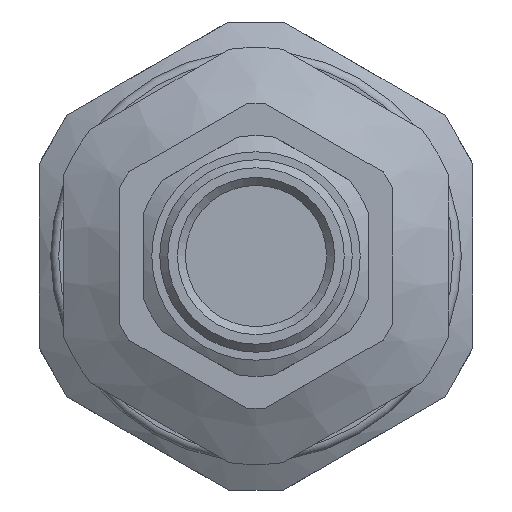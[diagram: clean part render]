
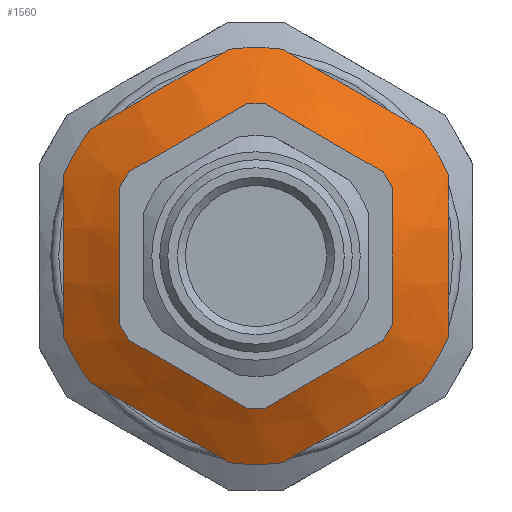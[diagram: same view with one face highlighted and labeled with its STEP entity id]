
A CAD part, left-side view. The second image highlights one B-rep face of the part: STEP entity #1560.
In plain terms, the highlighted conical face has half-angle 60 degrees and reference radius 10.625 mm.
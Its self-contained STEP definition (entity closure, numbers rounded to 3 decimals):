
#99=(
BOUNDED_CURVE()
B_SPLINE_CURVE(2,(#2699,#2700,#2701),.UNSPECIFIED.,.F.,.F.)
B_SPLINE_CURVE_WITH_KNOTS((3,3),(0.,1.007),.UNSPECIFIED.)
CURVE()
GEOMETRIC_REPRESENTATION_ITEM()
RATIONAL_B_SPLINE_CURVE((1.,1.083,1.))
REPRESENTATION_ITEM('')
);
#100=(
BOUNDED_CURVE()
B_SPLINE_CURVE(2,(#2703,#2704,#2705),.UNSPECIFIED.,.F.,.F.)
B_SPLINE_CURVE_WITH_KNOTS((3,3),(0.,1.007),.UNSPECIFIED.)
CURVE()
GEOMETRIC_REPRESENTATION_ITEM()
RATIONAL_B_SPLINE_CURVE((1.,1.083,1.))
REPRESENTATION_ITEM('')
);
#101=(
BOUNDED_CURVE()
B_SPLINE_CURVE(2,(#2709,#2710,#2711),.UNSPECIFIED.,.F.,.F.)
B_SPLINE_CURVE_WITH_KNOTS((3,3),(0.,1.007),.UNSPECIFIED.)
CURVE()
GEOMETRIC_REPRESENTATION_ITEM()
RATIONAL_B_SPLINE_CURVE((1.,1.083,1.))
REPRESENTATION_ITEM('')
);
#102=(
BOUNDED_CURVE()
B_SPLINE_CURVE(2,(#2715,#2716,#2717),.UNSPECIFIED.,.F.,.F.)
B_SPLINE_CURVE_WITH_KNOTS((3,3),(0.,1.007),.UNSPECIFIED.)
CURVE()
GEOMETRIC_REPRESENTATION_ITEM()
RATIONAL_B_SPLINE_CURVE((1.,1.083,1.))
REPRESENTATION_ITEM('')
);
#103=(
BOUNDED_CURVE()
B_SPLINE_CURVE(2,(#2721,#2722,#2723),.UNSPECIFIED.,.F.,.F.)
B_SPLINE_CURVE_WITH_KNOTS((3,3),(0.,1.007),.UNSPECIFIED.)
CURVE()
GEOMETRIC_REPRESENTATION_ITEM()
RATIONAL_B_SPLINE_CURVE((1.,1.083,1.))
REPRESENTATION_ITEM('')
);
#104=(
BOUNDED_CURVE()
B_SPLINE_CURVE(2,(#2727,#2728,#2729),.UNSPECIFIED.,.F.,.F.)
B_SPLINE_CURVE_WITH_KNOTS((3,3),(0.,1.007),.UNSPECIFIED.)
CURVE()
GEOMETRIC_REPRESENTATION_ITEM()
RATIONAL_B_SPLINE_CURVE((1.,1.083,1.))
REPRESENTATION_ITEM('')
);
#124=CONICAL_SURFACE('',#1726,10.625,1.047);
#204=LINE('',#2732,#279);
#279=VECTOR('',#2105,10.625);
#475=FACE_OUTER_BOUND('',#571,.T.);
#571=EDGE_LOOP('',(#1361,#1362,#1363,#1364,#1365,#1366,#1367,#1368,#1369,
#1370,#1371,#1372,#1373,#1374,#1375,#1376));
#646=CIRCLE('',#1719,8.25);
#650=CIRCLE('',#1725,13.);
#651=CIRCLE('',#1727,13.);
#652=CIRCLE('',#1728,13.);
#653=CIRCLE('',#1729,13.);
#654=CIRCLE('',#1730,13.);
#655=CIRCLE('',#1731,13.);
#656=CIRCLE('',#1732,13.);
#775=VERTEX_POINT('',#2679);
#778=VERTEX_POINT('',#2689);
#781=VERTEX_POINT('',#2694);
#782=VERTEX_POINT('',#2698);
#783=VERTEX_POINT('',#2702);
#784=VERTEX_POINT('',#2706);
#785=VERTEX_POINT('',#2708);
#786=VERTEX_POINT('',#2712);
#787=VERTEX_POINT('',#2714);
#788=VERTEX_POINT('',#2718);
#789=VERTEX_POINT('',#2720);
#790=VERTEX_POINT('',#2724);
#791=VERTEX_POINT('',#2726);
#792=VERTEX_POINT('',#2730);
#972=EDGE_CURVE('',#775,#775,#646,.T.);
#980=EDGE_CURVE('',#781,#778,#650,.T.);
#981=EDGE_CURVE('',#782,#778,#99,.T.);
#982=EDGE_CURVE('',#781,#783,#100,.T.);
#983=EDGE_CURVE('',#784,#783,#651,.T.);
#984=EDGE_CURVE('',#784,#785,#101,.T.);
#985=EDGE_CURVE('',#786,#785,#652,.T.);
#986=EDGE_CURVE('',#786,#787,#102,.T.);
#987=EDGE_CURVE('',#788,#787,#653,.T.);
#988=EDGE_CURVE('',#788,#789,#103,.T.);
#989=EDGE_CURVE('',#790,#789,#654,.T.);
#990=EDGE_CURVE('',#790,#791,#104,.T.);
#991=EDGE_CURVE('',#792,#791,#655,.T.);
#992=EDGE_CURVE('',#792,#775,#204,.T.);
#993=EDGE_CURVE('',#782,#792,#656,.T.);
#1361=ORIENTED_EDGE('',*,*,#981,.T.);
#1362=ORIENTED_EDGE('',*,*,#980,.F.);
#1363=ORIENTED_EDGE('',*,*,#982,.T.);
#1364=ORIENTED_EDGE('',*,*,#983,.F.);
#1365=ORIENTED_EDGE('',*,*,#984,.T.);
#1366=ORIENTED_EDGE('',*,*,#985,.F.);
#1367=ORIENTED_EDGE('',*,*,#986,.T.);
#1368=ORIENTED_EDGE('',*,*,#987,.F.);
#1369=ORIENTED_EDGE('',*,*,#988,.T.);
#1370=ORIENTED_EDGE('',*,*,#989,.F.);
#1371=ORIENTED_EDGE('',*,*,#990,.T.);
#1372=ORIENTED_EDGE('',*,*,#991,.F.);
#1373=ORIENTED_EDGE('',*,*,#992,.T.);
#1374=ORIENTED_EDGE('',*,*,#972,.T.);
#1375=ORIENTED_EDGE('',*,*,#992,.F.);
#1376=ORIENTED_EDGE('',*,*,#993,.F.);
#1560=ADVANCED_FACE('',(#475),#124,.T.);
#1719=AXIS2_PLACEMENT_3D('',#2680,#2075,#2076);
#1725=AXIS2_PLACEMENT_3D('',#2696,#2091,#2092);
#1726=AXIS2_PLACEMENT_3D('',#2697,#2093,#2094);
#1727=AXIS2_PLACEMENT_3D('',#2707,#2095,#2096);
#1728=AXIS2_PLACEMENT_3D('',#2713,#2097,#2098);
#1729=AXIS2_PLACEMENT_3D('',#2719,#2099,#2100);
#1730=AXIS2_PLACEMENT_3D('',#2725,#2101,#2102);
#1731=AXIS2_PLACEMENT_3D('',#2731,#2103,#2104);
#1732=AXIS2_PLACEMENT_3D('',#2733,#2106,#2107);
#2075=DIRECTION('center_axis',(1.,0.,0.));
#2076=DIRECTION('ref_axis',(0.,-0.5,-0.866));
#2091=DIRECTION('center_axis',(1.,0.,0.));
#2092=DIRECTION('ref_axis',(0.,-0.5,-0.866));
#2093=DIRECTION('center_axis',(1.,0.,0.));
#2094=DIRECTION('ref_axis',(0.,0.866,-0.5));
#2095=DIRECTION('center_axis',(1.,0.,0.));
#2096=DIRECTION('ref_axis',(0.,-0.5,-0.866));
#2097=DIRECTION('center_axis',(1.,0.,0.));
#2098=DIRECTION('ref_axis',(0.,-0.5,-0.866));
#2099=DIRECTION('center_axis',(1.,0.,0.));
#2100=DIRECTION('ref_axis',(0.,-0.5,-0.866));
#2101=DIRECTION('center_axis',(1.,0.,0.));
#2102=DIRECTION('ref_axis',(0.,-0.5,-0.866));
#2103=DIRECTION('center_axis',(1.,0.,0.));
#2104=DIRECTION('ref_axis',(0.,-0.5,-0.866));
#2105=DIRECTION('',(-0.5,0.75,-0.433));
#2106=DIRECTION('center_axis',(1.,0.,0.));
#2107=DIRECTION('ref_axis',(0.,-0.5,-0.866));
#2679=CARTESIAN_POINT('',(14.841,-4.986,4.125));
#2680=CARTESIAN_POINT('Origin',(14.841,2.158,0.));
#2689=CARTESIAN_POINT('',(17.584,0.488,12.892));
#2694=CARTESIAN_POINT('',(17.584,3.828,12.892));
#2696=CARTESIAN_POINT('Origin',(17.584,2.158,0.));
#2697=CARTESIAN_POINT('Origin',(16.212,2.158,0.));
#2698=CARTESIAN_POINT('',(17.584,-8.172,7.892));
#2699=CARTESIAN_POINT('Ctrl Pts',(17.584,-8.172,7.892));
#2700=CARTESIAN_POINT('Ctrl Pts',(16.473,-3.842,10.392));
#2701=CARTESIAN_POINT('Ctrl Pts',(17.584,0.488,12.892));
#2702=CARTESIAN_POINT('',(17.584,12.488,7.892));
#2703=CARTESIAN_POINT('Ctrl Pts',(17.584,3.828,12.892));
#2704=CARTESIAN_POINT('Ctrl Pts',(16.473,8.158,10.392));
#2705=CARTESIAN_POINT('Ctrl Pts',(17.584,12.488,7.892));
#2706=CARTESIAN_POINT('',(17.584,14.158,5.));
#2707=CARTESIAN_POINT('Origin',(17.584,2.158,0.));
#2708=CARTESIAN_POINT('',(17.584,14.158,-5.));
#2709=CARTESIAN_POINT('Ctrl Pts',(17.584,14.158,5.));
#2710=CARTESIAN_POINT('Ctrl Pts',(16.473,14.158,0.));
#2711=CARTESIAN_POINT('Ctrl Pts',(17.584,14.158,-5.));
#2712=CARTESIAN_POINT('',(17.584,12.488,-7.892));
#2713=CARTESIAN_POINT('Origin',(17.584,2.158,0.));
#2714=CARTESIAN_POINT('',(17.584,3.828,-12.892));
#2715=CARTESIAN_POINT('Ctrl Pts',(17.584,12.488,-7.892));
#2716=CARTESIAN_POINT('Ctrl Pts',(16.473,8.158,-10.392));
#2717=CARTESIAN_POINT('Ctrl Pts',(17.584,3.828,-12.892));
#2718=CARTESIAN_POINT('',(17.584,0.488,-12.892));
#2719=CARTESIAN_POINT('Origin',(17.584,2.158,0.));
#2720=CARTESIAN_POINT('',(17.584,-8.172,-7.892));
#2721=CARTESIAN_POINT('Ctrl Pts',(17.584,0.488,-12.892));
#2722=CARTESIAN_POINT('Ctrl Pts',(16.473,-3.842,-10.392));
#2723=CARTESIAN_POINT('Ctrl Pts',(17.584,-8.172,-7.892));
#2724=CARTESIAN_POINT('',(17.584,-9.842,-5.));
#2725=CARTESIAN_POINT('Origin',(17.584,2.158,0.));
#2726=CARTESIAN_POINT('',(17.584,-9.842,5.));
#2727=CARTESIAN_POINT('Ctrl Pts',(17.584,-9.842,-5.));
#2728=CARTESIAN_POINT('Ctrl Pts',(16.473,-9.842,0.));
#2729=CARTESIAN_POINT('Ctrl Pts',(17.584,-9.842,5.));
#2730=CARTESIAN_POINT('',(17.584,-9.1,6.5));
#2731=CARTESIAN_POINT('Origin',(17.584,2.158,0.));
#2732=CARTESIAN_POINT('',(16.212,-7.043,5.312));
#2733=CARTESIAN_POINT('Origin',(17.584,2.158,0.));
